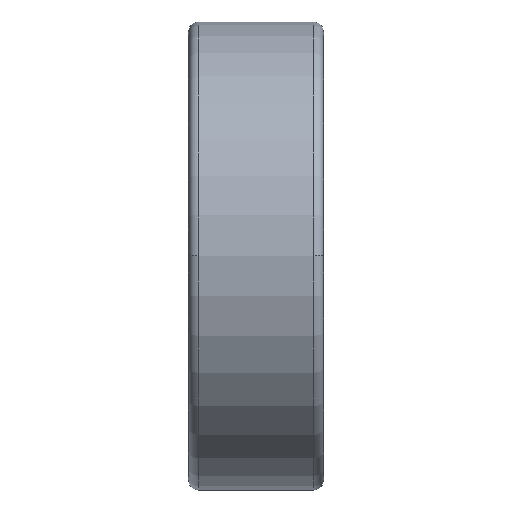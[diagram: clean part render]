
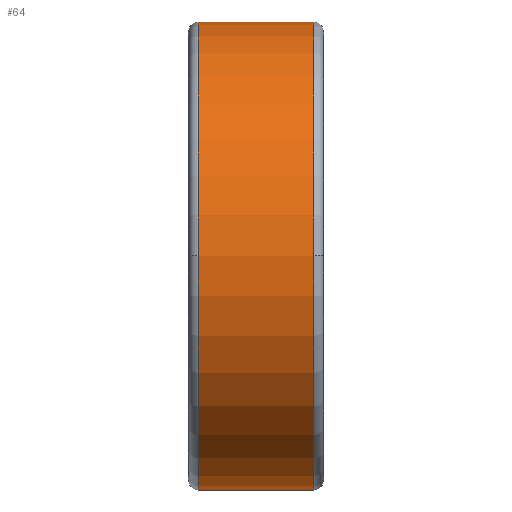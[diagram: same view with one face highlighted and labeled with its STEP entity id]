
A CAD part, top view. The second image highlights one B-rep face of the part: STEP entity #64.
In plain terms, the highlighted cylindrical face has radius 26 mm (diameter 52 mm), a partial arc.
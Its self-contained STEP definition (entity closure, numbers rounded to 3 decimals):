
#64=ADVANCED_FACE('',(#209),#210,.T.);
#209=FACE_OUTER_BOUND('',#519,.T.);
#210=CYLINDRICAL_SURFACE('',#520,26.0);
#519=EDGE_LOOP('',(#843,#844,#845,#846,#847,#848));
#520=AXIS2_PLACEMENT_3D('',#849,#850,#851);
#843=ORIENTED_EDGE('',*,*,#2039,.F.);
#844=ORIENTED_EDGE('',*,*,#2040,.T.);
#845=ORIENTED_EDGE('',*,*,#2041,.T.);
#846=ORIENTED_EDGE('',*,*,#2042,.F.);
#847=ORIENTED_EDGE('',*,*,#2043,.F.);
#848=ORIENTED_EDGE('',*,*,#2035,.F.);
#849=CARTESIAN_POINT('',(7.5,0.0,0.0));
#850=DIRECTION('',(1.0,0.0,0.0));
#851=DIRECTION('',(0.0,1.0,0.0));
#2035=EDGE_CURVE('',#2430,#2432,#2433,.T.);
#2039=EDGE_CURVE('',#2439,#2430,#2440,.T.);
#2040=EDGE_CURVE('',#2439,#2441,#2442,.T.);
#2041=EDGE_CURVE('',#2441,#2443,#2444,.T.);
#2042=EDGE_CURVE('',#2445,#2443,#2446,.T.);
#2043=EDGE_CURVE('',#2432,#2445,#2447,.T.);
#2430=VERTEX_POINT('',#3090);
#2432=VERTEX_POINT('',#3092);
#2433=CIRCLE('',#3093,26.0);
#2439=VERTEX_POINT('',#3099);
#2440=LINE('',#3100,#3101);
#2441=VERTEX_POINT('',#3102);
#2442=CIRCLE('',#3103,26.0);
#2443=VERTEX_POINT('',#3104);
#2444=CIRCLE('',#3105,26.0);
#2445=VERTEX_POINT('',#3106);
#2446=LINE('',#3107,#3108);
#2447=CIRCLE('',#3109,26.0);
#3090=CARTESIAN_POINT('',(13.9,26.0,0.0));
#3092=CARTESIAN_POINT('',(13.9,0.,26.0));
#3093=AXIS2_PLACEMENT_3D('',#4615,#4616,#4617);
#3099=CARTESIAN_POINT('',(1.1,26.0,0.0));
#3100=CARTESIAN_POINT('',(7.5,26.0,0.));
#3101=VECTOR('',#4627,1.0);
#3102=CARTESIAN_POINT('',(1.1,0.,26.0));
#3103=AXIS2_PLACEMENT_3D('',#4628,#4629,#4630);
#3104=CARTESIAN_POINT('',(1.1,-26.0,0.));
#3105=AXIS2_PLACEMENT_3D('',#4631,#4632,#4633);
#3106=CARTESIAN_POINT('',(13.9,-26.0,0.));
#3107=CARTESIAN_POINT('',(7.5,-26.0,0.));
#3108=VECTOR('',#4634,1.0);
#3109=AXIS2_PLACEMENT_3D('',#4635,#4636,#4637);
#4615=CARTESIAN_POINT('',(13.9,0.0,0.0));
#4616=DIRECTION('',(1.0,0.0,0.0));
#4617=DIRECTION('',(0.0,1.0,0.0));
#4627=DIRECTION('',(1.0,0.0,0.0));
#4628=CARTESIAN_POINT('',(1.1,0.0,0.0));
#4629=DIRECTION('',(1.0,0.0,0.0));
#4630=DIRECTION('',(0.0,1.0,0.0));
#4631=CARTESIAN_POINT('',(1.1,0.0,0.0));
#4632=DIRECTION('',(1.0,0.0,0.0));
#4633=DIRECTION('',(0.0,1.0,0.0));
#4634=DIRECTION('',(-1.0,-0.0,-0.0));
#4635=CARTESIAN_POINT('',(13.9,0.0,0.0));
#4636=DIRECTION('',(1.0,0.0,0.0));
#4637=DIRECTION('',(0.0,1.0,0.0));
